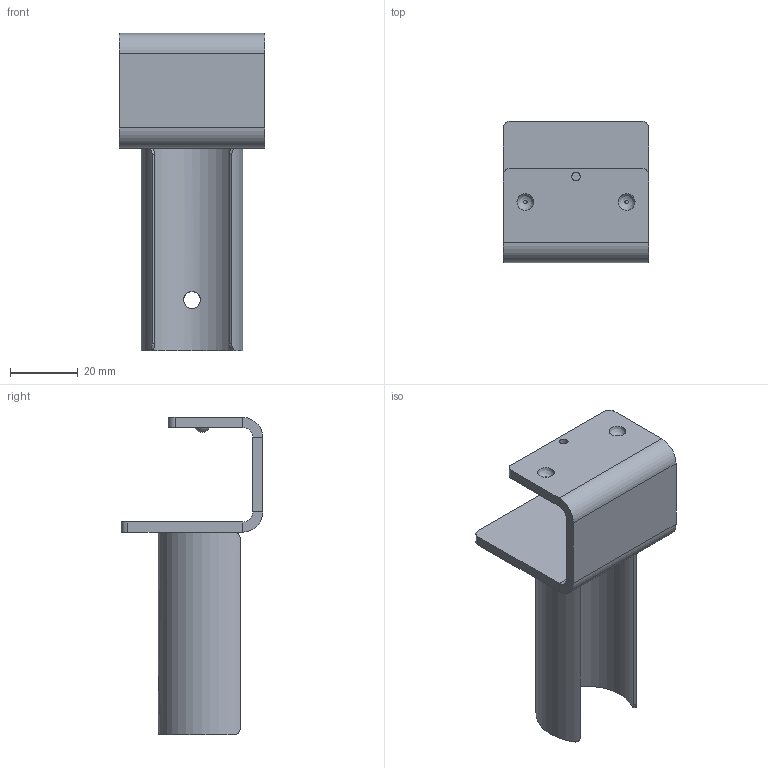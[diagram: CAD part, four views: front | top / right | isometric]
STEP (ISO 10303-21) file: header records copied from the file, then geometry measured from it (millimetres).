
FILE_DESCRIPTION((''),'2;1');
FILE_NAME('86206- poprawione.stp','2020-07-07T15:20:48',('trakoczy'),(''),'Autodesk Inventor 2013','Autodesk Inventor 2013','');
FILE_SCHEMA(('AUTOMOTIVE_DESIGN { 1 0 10303 214 1 1 1 1 }'));
Length unit declared in the file: millimetre
Products named in the file (3): 86206; 86206 I; 86206 II
Assembly tree (2 placements, depth 2):
  86206
    86206 I
    86206 II
Bounding box: 43 x 42 x 94 mm (x, y, z)
Volume: 15960.4 mm3; surface area: 16963.1 mm2
Topology: 2 solids, 2 shells, 44 faces, 101 edges, 63 vertices
Faces by surface type: plane 24, cylinder 16, sphere 2, bspline 2
Full cylindrical faces by diameter (mm): 2.5 x1, 5 x1
Entity records: 1442 total; most frequent: CARTESIAN_POINT 423, DIRECTION 202, ORIENTED_EDGE 180, EDGE_CURVE 90, AXIS2_PLACEMENT_3D 75, VERTEX_POINT 58, EDGE_LOOP 56, VECTOR 52
